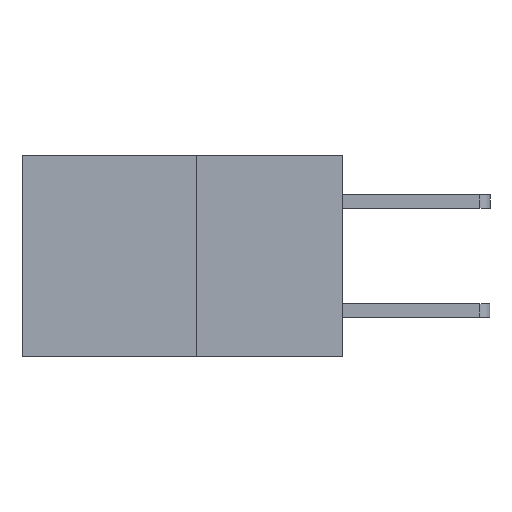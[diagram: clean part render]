
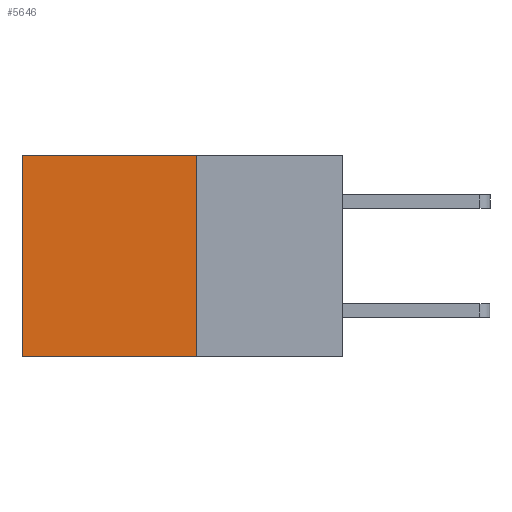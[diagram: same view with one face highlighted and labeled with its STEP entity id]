
A CAD part, left-side view. The second image highlights one B-rep face of the part: STEP entity #5646.
In plain terms, the highlighted planar face has unit normal (-1, 0, 0).
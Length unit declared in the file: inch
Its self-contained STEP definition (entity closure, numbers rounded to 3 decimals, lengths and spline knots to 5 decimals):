
#479 = ORIENTED_EDGE ( 'NONE', *, *, #1954, .F. ) ;
#557 = ORIENTED_EDGE ( 'NONE', *, *, #8832, .F. ) ;
#591 = CARTESIAN_POINT ( 'NONE',  ( 0.277, 0.27, -0.37 ) ) ;
#1398 = ORIENTED_EDGE ( 'NONE', *, *, #6373, .T. ) ;
#1954 = EDGE_CURVE ( 'NONE', #6144, #7388, #4719, .T. ) ;
#2656 = LINE ( 'NONE', #7682, #6232 ) ;
#2755 = ORIENTED_EDGE ( 'NONE', *, *, #6798, .T. ) ;
#2863 = DIRECTION ( 'NONE',  ( 0., 1., 0. ) ) ;
#2876 = CARTESIAN_POINT ( 'NONE',  ( 0.277, 0.59, -0.37 ) ) ;
#2922 = VERTEX_POINT ( 'NONE', #6654 ) ;
#2943 = CARTESIAN_POINT ( 'NONE',  ( 0.277, 0.27, -0.37 ) ) ;
#3679 = CARTESIAN_POINT ( 'NONE',  ( 0.277, 0.27, 0. ) ) ;
#4352 = PLANE ( 'NONE',  #8466 ) ;
#4485 = VECTOR ( 'NONE', #2863, 39.37008 ) ;
#4719 = LINE ( 'NONE', #4988, #4485 ) ;
#4838 = FACE_OUTER_BOUND ( 'NONE', #5245, .T. ) ;
#4988 = CARTESIAN_POINT ( 'NONE',  ( 0.277, 0.27, -0.37 ) ) ;
#5098 = DIRECTION ( 'NONE',  ( 0., 0., -1. ) ) ;
#5242 = CARTESIAN_POINT ( 'NONE',  ( 0.277, 0.59, -0.37 ) ) ;
#5245 = EDGE_LOOP ( 'NONE', ( #1398, #479, #557, #2755 ) ) ;
#5646 = ADVANCED_FACE ( 'NONE', ( #4838 ), #4352, .F. ) ;
#6144 = VERTEX_POINT ( 'NONE', #591 ) ;
#6160 = VECTOR ( 'NONE', #9394, 39.37008 ) ;
#6224 = DIRECTION ( 'NONE',  ( 0., 0., -1. ) ) ;
#6232 = VECTOR ( 'NONE', #6224, 39.37008 ) ;
#6371 = CARTESIAN_POINT ( 'NONE',  ( 0.277, 0.59, 0. ) ) ;
#6373 = EDGE_CURVE ( 'NONE', #8972, #7388, #7869, .T. ) ;
#6654 = CARTESIAN_POINT ( 'NONE',  ( 0.277, 0.27, 0. ) ) ;
#6798 = EDGE_CURVE ( 'NONE', #2922, #8972, #8085, .T. ) ;
#7388 = VERTEX_POINT ( 'NONE', #2876 ) ;
#7646 = VECTOR ( 'NONE', #8805, 39.37008 ) ;
#7682 = CARTESIAN_POINT ( 'NONE',  ( 0.277, 0.27, -0.37 ) ) ;
#7869 = LINE ( 'NONE', #5242, #7646 ) ;
#8085 = LINE ( 'NONE', #3679, #6160 ) ;
#8466 = AXIS2_PLACEMENT_3D ( 'NONE', #2943, #9353, #5098 ) ;
#8805 = DIRECTION ( 'NONE',  ( 0., 0., -1. ) ) ;
#8832 = EDGE_CURVE ( 'NONE', #2922, #6144, #2656, .T. ) ;
#8972 = VERTEX_POINT ( 'NONE', #6371 ) ;
#9353 = DIRECTION ( 'NONE',  ( 1., 0., 0. ) ) ;
#9394 = DIRECTION ( 'NONE',  ( 0., 1., 0. ) ) ;
